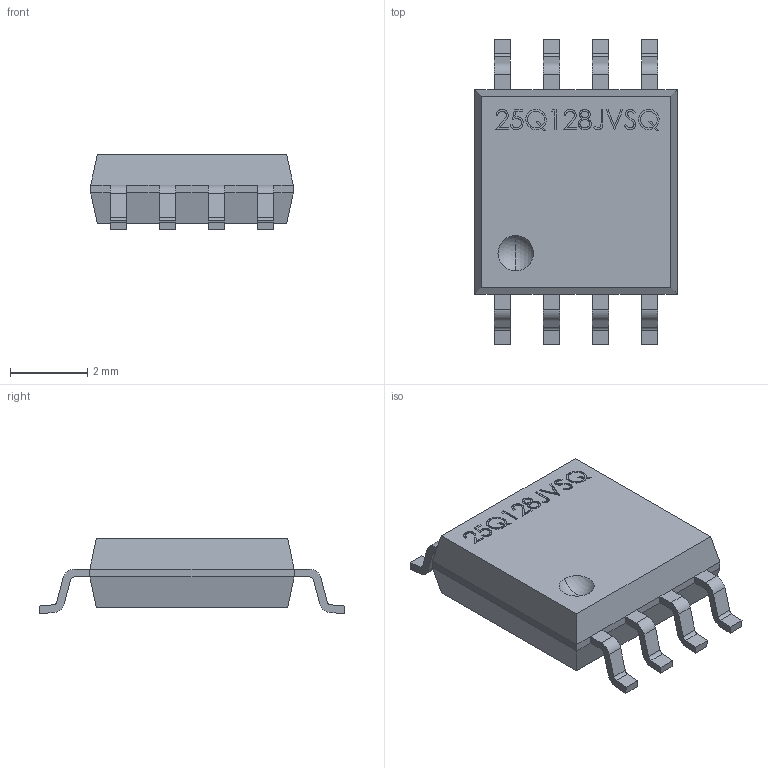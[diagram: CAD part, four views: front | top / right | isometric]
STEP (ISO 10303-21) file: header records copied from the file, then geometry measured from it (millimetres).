
FILE_DESCRIPTION (( 'STEP AP214' ), '1' );
FILE_NAME ('W25Q128JVSIQ.STEP', '2021-07-11T16:38:23', ( '' ), ( '' ), 'SwSTEP 2.0', 'SolidWorks 2020', '' );
FILE_SCHEMA (( 'AUTOMOTIVE_DESIGN' ));
Length unit declared in the file: millimetre
Products named in the file (1): W25Q128JVSIQ
Bounding box: 5.23 x 7.9 x 1.95 mm (x, y, z)
Volume: 48.1 mm3; surface area: 105.3 mm2
Topology: 1 solids, 1 shells, 268 faces, 713 edges, 462 vertices
Faces by surface type: plane 157, bspline 77, cylinder 32, sphere 2
Entity records: 15364 total; most frequent: CARTESIAN_POINT 6201, ORIENTED_EDGE 1426, DIRECTION 1010, EDGE_CURVE 713, VECTOR 492, LINE 492, VERTEX_POINT 462, EDGE_LOOP 283
